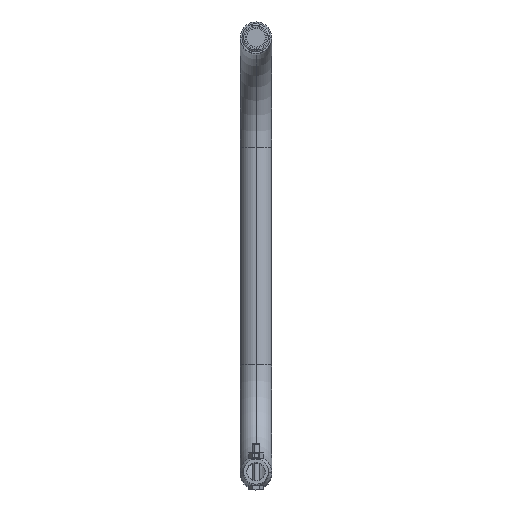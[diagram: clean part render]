
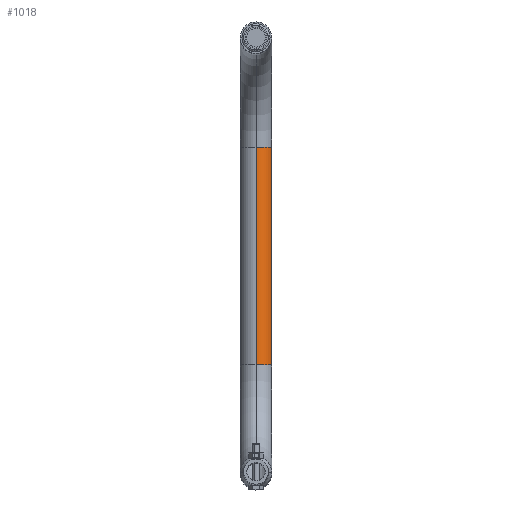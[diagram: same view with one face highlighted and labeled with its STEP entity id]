
A CAD part, top view. The second image highlights one B-rep face of the part: STEP entity #1018.
In plain terms, the highlighted cylindrical face has radius 16.85 mm (diameter 33.7 mm), a partial arc.
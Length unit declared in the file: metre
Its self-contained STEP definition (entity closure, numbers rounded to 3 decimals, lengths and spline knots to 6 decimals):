
#102 = EDGE_LOOP ( 'NONE', ( #1330, #979, #3113, #1437 ) ) ;
#175 = CARTESIAN_POINT ( 'NONE',  ( -0.115031, 0.075403, -0.772475 ) ) ;
#246 = CIRCLE ( 'NONE', #750, 0.01685 ) ;
#290 = CARTESIAN_POINT ( 'NONE',  ( -0.115031, -0.157297, -0.772475 ) ) ;
#312 = CARTESIAN_POINT ( 'NONE',  ( -0.115031, -0.157297, -0.755625 ) ) ;
#610 = DIRECTION ( 'NONE',  ( 0., 1., 0. ) ) ;
#691 = CARTESIAN_POINT ( 'NONE',  ( -0.115031, -0.157297, -0.738775 ) ) ;
#750 = AXIS2_PLACEMENT_3D ( 'NONE', #312, #3299, #1386 ) ;
#775 = CARTESIAN_POINT ( 'NONE',  ( -0.115031, 0.075403, -0.755625 ) ) ;
#979 = ORIENTED_EDGE ( 'NONE', *, *, #2483, .T. ) ;
#1018 = ADVANCED_FACE ( 'NONE', ( #1540 ), #2352, .T. ) ;
#1095 = DIRECTION ( 'NONE',  ( 1., 0., 0. ) ) ;
#1330 = ORIENTED_EDGE ( 'NONE', *, *, #1723, .F. ) ;
#1386 = DIRECTION ( 'NONE',  ( 1., 0., 0. ) ) ;
#1437 = ORIENTED_EDGE ( 'NONE', *, *, #2033, .F. ) ;
#1502 = DIRECTION ( 'NONE',  ( 0., 0., 1. ) ) ;
#1540 = FACE_OUTER_BOUND ( 'NONE', #102, .T. ) ;
#1568 = VERTEX_POINT ( 'NONE', #1606 ) ;
#1569 = CARTESIAN_POINT ( 'NONE',  ( -0.115031, 0.075403, -0.738775 ) ) ;
#1606 = CARTESIAN_POINT ( 'NONE',  ( -0.115031, -0.157297, -0.772475 ) ) ;
#1608 = VERTEX_POINT ( 'NONE', #1569 ) ;
#1655 = DIRECTION ( 'NONE',  ( 0., -1., 0. ) ) ;
#1682 = AXIS2_PLACEMENT_3D ( 'NONE', #775, #1655, #1095 ) ;
#1723 = EDGE_CURVE ( 'NONE', #1568, #2781, #246, .T. ) ;
#1778 = LINE ( 'NONE', #2878, #3464 ) ;
#1930 = LINE ( 'NONE', #290, #2524 ) ;
#2033 = EDGE_CURVE ( 'NONE', #2781, #1608, #1778, .T. ) ;
#2079 = VERTEX_POINT ( 'NONE', #175 ) ;
#2268 = DIRECTION ( 'NONE',  ( 0., 1., 0. ) ) ;
#2352 = CYLINDRICAL_SURFACE ( 'NONE', #3394, 0.01685 ) ;
#2483 = EDGE_CURVE ( 'NONE', #1568, #2079, #1930, .T. ) ;
#2524 = VECTOR ( 'NONE', #610, 1. ) ;
#2781 = VERTEX_POINT ( 'NONE', #691 ) ;
#2878 = CARTESIAN_POINT ( 'NONE',  ( -0.115031, -0.157297, -0.738775 ) ) ;
#3103 = CIRCLE ( 'NONE', #1682, 0.01685 ) ;
#3113 = ORIENTED_EDGE ( 'NONE', *, *, #3230, .T. ) ;
#3127 = DIRECTION ( 'NONE',  ( 0., 1., 0. ) ) ;
#3178 = CARTESIAN_POINT ( 'NONE',  ( -0.115031, -0.157297, -0.755625 ) ) ;
#3230 = EDGE_CURVE ( 'NONE', #2079, #1608, #3103, .T. ) ;
#3299 = DIRECTION ( 'NONE',  ( 0., -1., 0. ) ) ;
#3394 = AXIS2_PLACEMENT_3D ( 'NONE', #3178, #3127, #1502 ) ;
#3464 = VECTOR ( 'NONE', #2268, 1. ) ;
